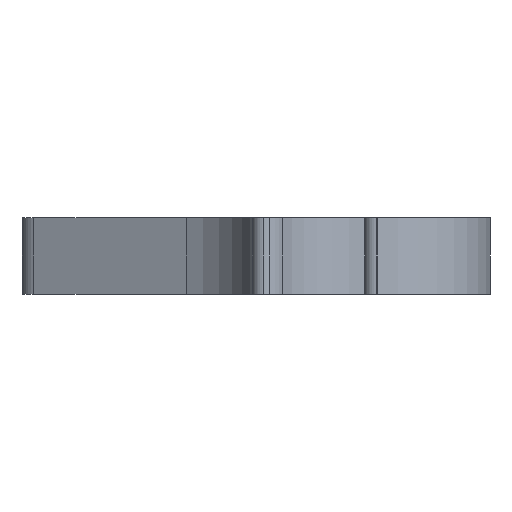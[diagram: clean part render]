
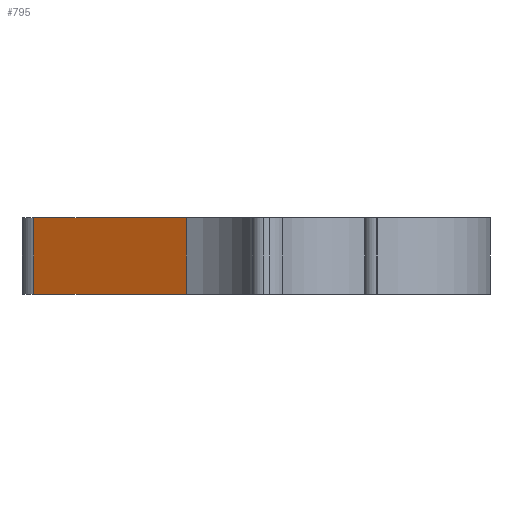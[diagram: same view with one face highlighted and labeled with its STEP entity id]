
A CAD part, left-side view. The second image highlights one B-rep face of the part: STEP entity #795.
In plain terms, the highlighted planar face has unit normal (-0.902, 0.431, 0).
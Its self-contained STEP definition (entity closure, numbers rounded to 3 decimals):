
#14 = CARTESIAN_POINT ( 'NONE',  ( -19.799, -3.603, -2. ) ) ;
#100 = ORIENTED_EDGE ( 'NONE', *, *, #239, .F. ) ;
#116 = DIRECTION ( 'NONE',  ( 0., 0., -1. ) ) ;
#239 = EDGE_CURVE ( 'NONE', #537, #731, #657, .T. ) ;
#264 = VERTEX_POINT ( 'NONE', #671 ) ;
#268 = DIRECTION ( 'NONE',  ( -0.431, -0.902, 0. ) ) ;
#288 = VECTOR ( 'NONE', #330, 1000. ) ;
#319 = CARTESIAN_POINT ( 'NONE',  ( -15.982, 4.381, 2. ) ) ;
#320 = DIRECTION ( 'NONE',  ( 0.431, 0.902, 0. ) ) ;
#324 = LINE ( 'NONE', #680, #288 ) ;
#330 = DIRECTION ( 'NONE',  ( 0., 0., -1. ) ) ;
#335 = FACE_OUTER_BOUND ( 'NONE', #419, .T. ) ;
#419 = EDGE_LOOP ( 'NONE', ( #1064, #882, #100, #825 ) ) ;
#454 = VECTOR ( 'NONE', #116, 1000. ) ;
#503 = DIRECTION ( 'NONE',  ( 0.902, -0.431, 0. ) ) ;
#537 = VERTEX_POINT ( 'NONE', #319 ) ;
#623 = VERTEX_POINT ( 'NONE', #14 ) ;
#657 = LINE ( 'NONE', #751, #753 ) ;
#671 = CARTESIAN_POINT ( 'NONE',  ( -15.982, 4.381, -2. ) ) ;
#680 = CARTESIAN_POINT ( 'NONE',  ( -15.982, 4.381, 2. ) ) ;
#683 = AXIS2_PLACEMENT_3D ( 'NONE', #861, #503, #320 ) ;
#731 = VERTEX_POINT ( 'NONE', #817 ) ;
#737 = VECTOR ( 'NONE', #268, 1000. ) ;
#748 = LINE ( 'NONE', #924, #454 ) ;
#751 = CARTESIAN_POINT ( 'NONE',  ( -19.799, -3.603, 2. ) ) ;
#753 = VECTOR ( 'NONE', #1100, 1000. ) ;
#790 = LINE ( 'NONE', #1074, #737 ) ;
#795 = ADVANCED_FACE ( 'NONE', ( #335 ), #972, .F. ) ;
#817 = CARTESIAN_POINT ( 'NONE',  ( -19.799, -3.603, 2. ) ) ;
#825 = ORIENTED_EDGE ( 'NONE', *, *, #868, .T. ) ;
#861 = CARTESIAN_POINT ( 'NONE',  ( -19.799, -3.603, 2. ) ) ;
#868 = EDGE_CURVE ( 'NONE', #537, #264, #324, .T. ) ;
#882 = ORIENTED_EDGE ( 'NONE', *, *, #1067, .F. ) ;
#924 = CARTESIAN_POINT ( 'NONE',  ( -19.799, -3.603, 2. ) ) ;
#972 = PLANE ( 'NONE',  #683 ) ;
#996 = EDGE_CURVE ( 'NONE', #264, #623, #790, .T. ) ;
#1064 = ORIENTED_EDGE ( 'NONE', *, *, #996, .T. ) ;
#1067 = EDGE_CURVE ( 'NONE', #731, #623, #748, .T. ) ;
#1074 = CARTESIAN_POINT ( 'NONE',  ( -19.799, -3.603, -2. ) ) ;
#1100 = DIRECTION ( 'NONE',  ( -0.431, -0.902, 0. ) ) ;
